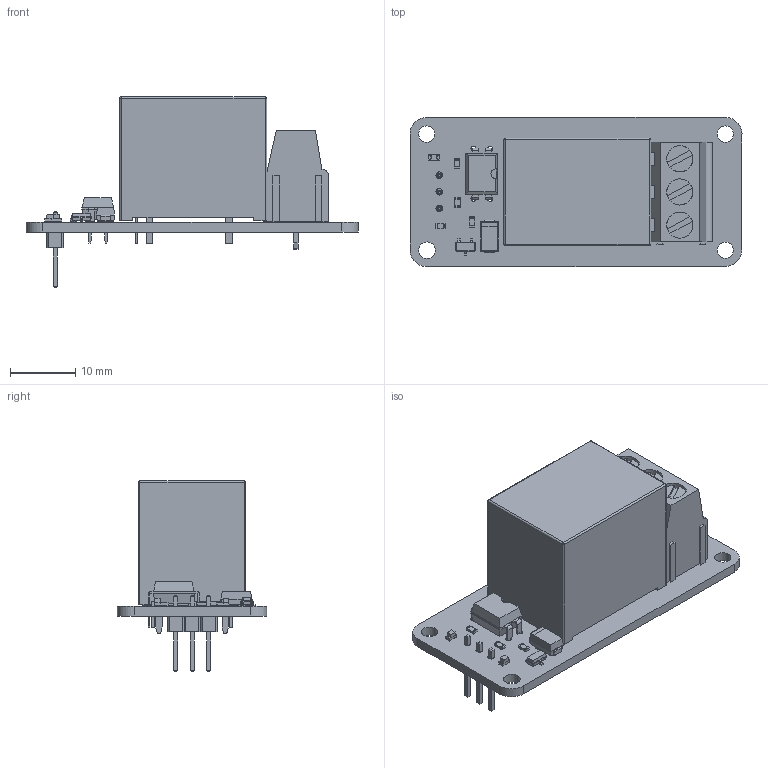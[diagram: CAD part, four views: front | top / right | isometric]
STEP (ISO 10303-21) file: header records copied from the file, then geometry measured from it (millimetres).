
FILE_DESCRIPTION(('KiCad electronic assembly'),'2;1');
FILE_NAME('PCBCUPID-RELAY-1CH.step','2025-07-05T16:03:48',('Pcbnew'),( 'Kicad'),'Open CASCADE STEP processor 7.8','KiCad to STEP converter' ,'Unknown');
FILE_SCHEMA(('AUTOMOTIVE_DESIGN { 1 0 10303 214 1 1 1 1 }'));
Length unit declared in the file: millimetre
Products named in the file (11): PCBCUPID-RELAY-1CH 1; LED_0603_1608Metric; R_0603_1608Metric; DIP-4_W7.62mm; PinHeader_1x03_P2.54mm_Vertical; D_SMA; Relay_SPDT_Omron-G5LE-1; 3er Terminal Block; PCBCUPID-RELAY-1CH 1.7.1; SOT-23; PCBCUPID-RELAY-1CH_PCB
Assembly tree (13 placements, depth 3):
  PCBCUPID-RELAY-1CH 1
    LED_0603_1608Metric  x2
    R_0603_1608Metric  x3
    DIP-4_W7.62mm
    PinHeader_1x03_P2.54mm_Vertical
    D_SMA
    Relay_SPDT_Omron-G5LE-1
    3er Terminal Block
      PCBCUPID-RELAY-1CH 1.7.1
    SOT-23
    PCBCUPID-RELAY-1CH_PCB
Bounding box: 50.84 x 22.86 x 29.14 mm (x, y, z)
Volume: 9689.9 mm3; surface area: 8031.4 mm2
Topology: 12 solids, 228 shells, 892 faces, 2802 edges, 2148 vertices
Faces by surface type: plane 631, cylinder 204, bspline 53, sphere 4
Full cylindrical faces by diameter (mm): 0.8 x4, 1 x3, 1.3 x5, 1.52 x3, 2.5 x3, 2.54 x1, 4 x3
Entity records: 36488 total; most frequent: CARTESIAN_POINT 10717, DIRECTION 4342, ORIENTED_EDGE 4026, EDGE_CURVE 2529, VERTEX_POINT 1974, LINE 1928, VECTOR 1928, AXIS2_PLACEMENT_3D 1207
